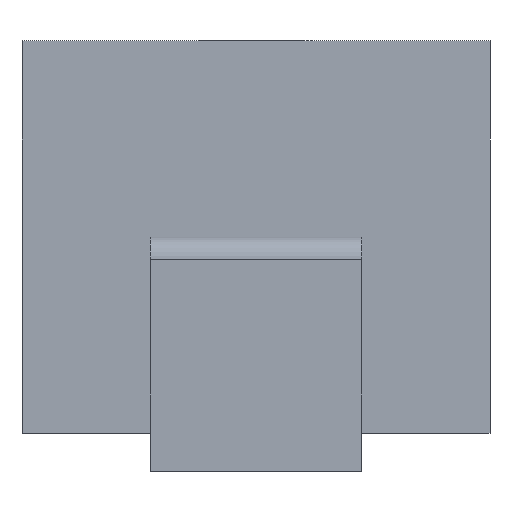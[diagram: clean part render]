
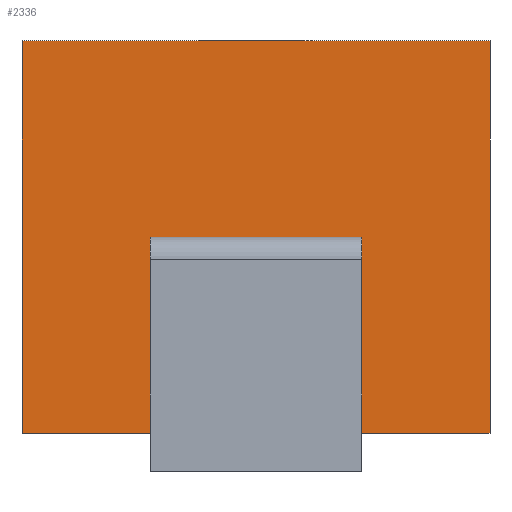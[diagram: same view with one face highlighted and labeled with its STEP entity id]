
A CAD part, left-side view. The second image highlights one B-rep face of the part: STEP entity #2336.
In plain terms, the highlighted planar face has unit normal (-1, 0, 0).
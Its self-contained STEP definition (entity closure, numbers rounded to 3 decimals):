
#594=ORIENTED_EDGE('',*,*,#896,.T.);
#595=ORIENTED_EDGE('',*,*,#684,.T.);
#596=ORIENTED_EDGE('',*,*,#678,.F.);
#597=ORIENTED_EDGE('',*,*,#897,.T.);
#598=ORIENTED_EDGE('',*,*,#887,.F.);
#599=ORIENTED_EDGE('',*,*,#877,.T.);
#600=ORIENTED_EDGE('',*,*,#882,.T.);
#601=ORIENTED_EDGE('',*,*,#884,.F.);
#602=ORIENTED_EDGE('',*,*,#895,.F.);
#603=ORIENTED_EDGE('',*,*,#898,.F.);
#604=ORIENTED_EDGE('',*,*,#685,.F.);
#605=ORIENTED_EDGE('',*,*,#689,.F.);
#678=EDGE_CURVE('',#929,#930,#1097,.T.);
#684=EDGE_CURVE('',#933,#930,#1103,.T.);
#685=EDGE_CURVE('',#935,#936,#1104,.T.);
#689=EDGE_CURVE('',#939,#935,#1108,.T.);
#877=EDGE_CURVE('',#1065,#1066,#1172,.T.);
#882=EDGE_CURVE('',#1066,#1069,#1177,.T.);
#884=EDGE_CURVE('',#1071,#1069,#1179,.T.);
#887=EDGE_CURVE('',#1065,#1073,#1182,.T.);
#895=EDGE_CURVE('',#1076,#1071,#1190,.T.);
#896=EDGE_CURVE('',#939,#933,#1191,.T.);
#897=EDGE_CURVE('',#929,#1073,#1192,.T.);
#898=EDGE_CURVE('',#936,#1076,#1193,.T.);
#929=VERTEX_POINT('',#2755);
#930=VERTEX_POINT('',#2756);
#933=VERTEX_POINT('',#2764);
#935=VERTEX_POINT('',#2770);
#936=VERTEX_POINT('',#2771);
#939=VERTEX_POINT('',#2779);
#1065=VERTEX_POINT('',#4038);
#1066=VERTEX_POINT('',#4039);
#1069=VERTEX_POINT('',#4047);
#1071=VERTEX_POINT('',#4053);
#1073=VERTEX_POINT('',#4059);
#1076=VERTEX_POINT('',#4071);
#1097=LINE('',#2754,#1220);
#1103=LINE('',#2767,#1226);
#1104=LINE('',#2769,#1227);
#1108=LINE('',#2778,#1231);
#1172=LINE('',#4037,#1295);
#1177=LINE('',#4049,#1300);
#1179=LINE('',#4052,#1302);
#1182=LINE('',#4058,#1305);
#1190=LINE('',#4072,#1313);
#1191=LINE('',#4074,#1314);
#1192=LINE('',#4075,#1315);
#1193=LINE('',#4076,#1316);
#1220=VECTOR('',#2455,1000.);
#1226=VECTOR('',#2463,1000.);
#1227=VECTOR('',#2466,1000.);
#1231=VECTOR('',#2472,1000.);
#1295=VECTOR('',#2650,1000.);
#1300=VECTOR('',#2657,1000.);
#1302=VECTOR('',#2661,1000.);
#1305=VECTOR('',#2666,1000.);
#1313=VECTOR('',#2678,1000.);
#1314=VECTOR('',#2681,1000.);
#1315=VECTOR('',#2682,1000.);
#1316=VECTOR('',#2683,1000.);
#1436=EDGE_LOOP('',(#594,#595,#596,#597,#598,#599,#600,#601,#602,#603,#604,
#605));
#1545=FACE_BOUND('',#1436,.T.);
#1627=PLANE('',#2429);
#2336=ADVANCED_FACE('',(#1545),#1627,.T.);
#2429=AXIS2_PLACEMENT_3D('',#4073,#2679,#2680);
#2455=DIRECTION('',(0.,-1.,0.));
#2463=DIRECTION('',(0.,0.,-1.));
#2466=DIRECTION('',(0.,-1.,0.));
#2472=DIRECTION('',(0.,0.,-1.));
#2650=DIRECTION('',(0.,0.,1.));
#2657=DIRECTION('',(0.,1.,0.));
#2661=DIRECTION('',(0.,0.,1.));
#2666=DIRECTION('',(0.,1.,0.));
#2678=DIRECTION('',(0.,1.,0.));
#2679=DIRECTION('',(-1.,0.,0.));
#2680=DIRECTION('',(0.,0.,1.));
#2681=DIRECTION('',(0.,-1.,0.));
#2682=DIRECTION('',(0.,0.,-1.));
#2683=DIRECTION('',(0.,0.,-1.));
#2754=CARTESIAN_POINT('',(-2.05,-1.55,1.25));
#2755=CARTESIAN_POINT('',(-2.05,-0.025,1.25));
#2756=CARTESIAN_POINT('',(-2.05,-0.7,1.25));
#2764=CARTESIAN_POINT('',(-2.05,-0.7,1.55));
#2767=CARTESIAN_POINT('',(-2.05,-0.7,0.25));
#2769=CARTESIAN_POINT('',(-2.05,-1.55,1.25));
#2770=CARTESIAN_POINT('',(-2.05,0.7,1.25));
#2771=CARTESIAN_POINT('',(-2.05,0.025,1.25));
#2778=CARTESIAN_POINT('',(-2.05,0.7,0.25));
#2779=CARTESIAN_POINT('',(-2.05,0.7,1.55));
#4037=CARTESIAN_POINT('',(-2.05,-1.55,0.25));
#4038=CARTESIAN_POINT('',(-2.05,-1.55,0.25));
#4039=CARTESIAN_POINT('',(-2.05,-1.55,2.85));
#4047=CARTESIAN_POINT('',(-2.05,1.55,2.85));
#4049=CARTESIAN_POINT('',(-2.05,-1.55,2.85));
#4052=CARTESIAN_POINT('',(-2.05,1.55,0.25));
#4053=CARTESIAN_POINT('',(-2.05,1.55,0.25));
#4058=CARTESIAN_POINT('',(-2.05,-1.55,0.25));
#4059=CARTESIAN_POINT('',(-2.05,-0.025,0.25));
#4071=CARTESIAN_POINT('',(-2.05,0.025,0.25));
#4072=CARTESIAN_POINT('',(-2.05,-1.55,0.25));
#4073=CARTESIAN_POINT('',(-2.05,-1.55,0.25));
#4074=CARTESIAN_POINT('',(-2.05,0.025,1.55));
#4075=CARTESIAN_POINT('',(-2.05,-0.025,1.55));
#4076=CARTESIAN_POINT('',(-2.05,0.025,1.55));
